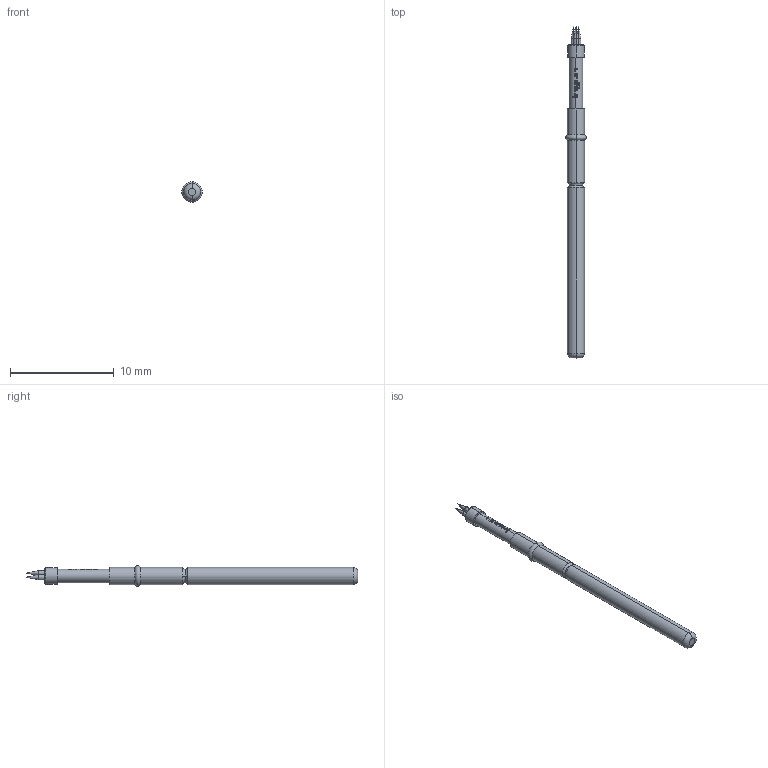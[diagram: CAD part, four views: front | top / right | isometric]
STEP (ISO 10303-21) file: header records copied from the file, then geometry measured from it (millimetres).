
FILE_DESCRIPTION (( 'STEP AP203' ), '1' );
FILE_NAME ('INGUN_GKS-912_293_160_A_xx03.STEP', '2021-10-11T13:35:13', ( 'ochi' ), ( '' ), 'SwSTEP 2.0', 'SolidWorks 2018', '' );
FILE_SCHEMA (( 'CONFIG_CONTROL_DESIGN' ));
Length unit declared in the file: millimetre
Products named in the file (1): INGUN_GKS-912_293_160_A_xx03
Bounding box: 2 x 32 x 2 mm (x, y, z)
Volume: 60.5 mm3; surface area: 161.5 mm2
Topology: 1 solids, 1 shells, 117 faces, 320 edges, 205 vertices
Faces by surface type: plane 44, cylinder 35, bspline 22, torus 10, cone 6
Entity records: 4701 total; most frequent: CARTESIAN_POINT 2155, ORIENTED_EDGE 628, DIRECTION 336, EDGE_CURVE 314, B_SPLINE_CURVE_WITH_KNOTS 222, VERTEX_POINT 205, AXIS2_PLACEMENT_3D 148, EDGE_LOOP 123
